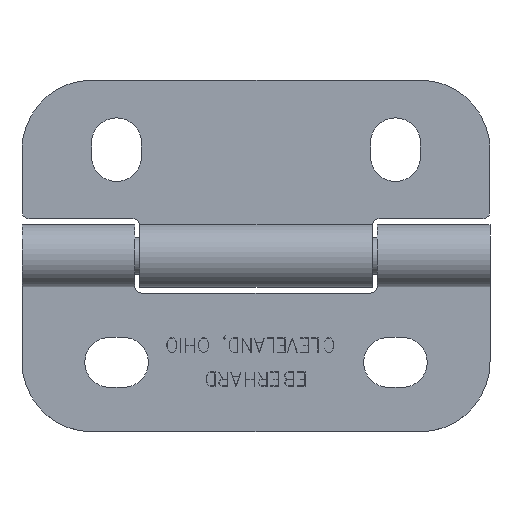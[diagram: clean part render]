
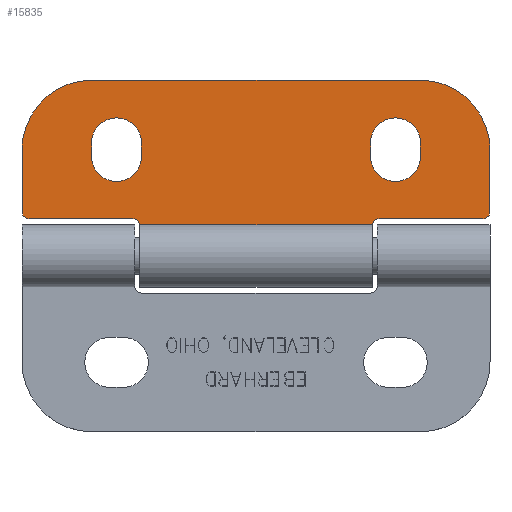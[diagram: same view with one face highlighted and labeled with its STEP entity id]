
A CAD part, top view. The second image highlights one B-rep face of the part: STEP entity #15835.
In plain terms, the highlighted planar face has unit normal (0, 0, 1).
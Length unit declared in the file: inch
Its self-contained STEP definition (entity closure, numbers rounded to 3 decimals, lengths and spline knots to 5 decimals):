
#15108=CARTESIAN_POINT('',(-0.9805,0.2555,-0.1601));
#15109=VERTEX_POINT('',#15108);
#15110=CARTESIAN_POINT('',(-1.0405,0.3155,-0.1601));
#15111=VERTEX_POINT('',#15110);
#15112=CARTESIAN_POINT('',(-1.0405,0.2555,-0.1601));
#15113=DIRECTION('',(0.,0.,1.0));
#15114=DIRECTION('',(0.707,0.707,0.));
#15115=AXIS2_PLACEMENT_3D('',#15112,#15113,#15114);
#15116=CIRCLE('',#15115,0.06);
#15117=EDGE_CURVE('',#15109,#15111,#15116,.T.);
#15151=CARTESIAN_POINT('',(-1.9165,0.3155,-0.1601));
#15152=VERTEX_POINT('',#15151);
#15153=CARTESIAN_POINT('',(-1.9165,0.3155,-0.1601));
#15154=DIRECTION('',(1.0,0.0,0.0));
#15155=VECTOR('',#15154,0.876);
#15156=LINE('',#15153,#15155);
#15157=EDGE_CURVE('',#15152,#15111,#15156,.T.);
#15215=CARTESIAN_POINT('',(0.9805,0.,-0.1601));
#15216=VERTEX_POINT('',#15215);
#15224=CARTESIAN_POINT('',(-0.9805,0.,-0.1601));
#15225=VERTEX_POINT('',#15224);
#15226=CARTESIAN_POINT('',(0.9805,0.,-0.1601));
#15227=DIRECTION('',(-1.0,0.0,0.0));
#15228=VECTOR('',#15227,1.961);
#15229=LINE('',#15226,#15228);
#15230=EDGE_CURVE('',#15216,#15225,#15229,.T.);
#15257=CARTESIAN_POINT('',(0.9805,0.2555,-0.1601));
#15258=VERTEX_POINT('',#15257);
#15265=CARTESIAN_POINT('',(0.9805,0.,-0.1601));
#15266=DIRECTION('',(0.0,1.0,0.0));
#15267=VECTOR('',#15266,0.2555);
#15268=LINE('',#15265,#15267);
#15269=EDGE_CURVE('',#15216,#15258,#15268,.T.);
#15280=CARTESIAN_POINT('',(1.0405,0.3155,-0.1601));
#15281=VERTEX_POINT('',#15280);
#15282=CARTESIAN_POINT('',(1.0405,0.2555,-0.1601));
#15283=DIRECTION('',(0.,0.,1.0));
#15284=DIRECTION('',(-0.707,0.707,0.));
#15285=AXIS2_PLACEMENT_3D('',#15282,#15283,#15284);
#15286=CIRCLE('',#15285,0.06);
#15287=EDGE_CURVE('',#15281,#15258,#15286,.T.);
#15471=CARTESIAN_POINT('',(1.3885,0.84,-0.1601));
#15472=VERTEX_POINT('',#15471);
#15479=CARTESIAN_POINT('',(1.3885,0.956,-0.1601));
#15480=VERTEX_POINT('',#15479);
#15481=CARTESIAN_POINT('',(1.3885,0.956,-0.1601));
#15482=DIRECTION('',(0.0,-1.0,0.0));
#15483=VECTOR('',#15482,0.116);
#15484=LINE('',#15481,#15483);
#15485=EDGE_CURVE('',#15480,#15472,#15484,.T.);
#15503=CARTESIAN_POINT('',(0.9675,0.956,-0.1601));
#15504=VERTEX_POINT('',#15503);
#15505=CARTESIAN_POINT('',(1.178,0.956,-0.1601));
#15506=DIRECTION('',(0.0,0.0,-1.0));
#15507=DIRECTION('',(-1.0,0.0,0.0));
#15508=AXIS2_PLACEMENT_3D('',#15505,#15506,#15507);
#15509=CIRCLE('',#15508,0.2105);
#15510=EDGE_CURVE('',#15504,#15480,#15509,.T.);
#15528=CARTESIAN_POINT('',(0.9675,0.84,-0.1601));
#15529=VERTEX_POINT('',#15528);
#15530=CARTESIAN_POINT('',(0.9675,0.84,-0.1601));
#15531=DIRECTION('',(0.0,1.0,0.0));
#15532=VECTOR('',#15531,0.116);
#15533=LINE('',#15530,#15532);
#15534=EDGE_CURVE('',#15529,#15504,#15533,.T.);
#15552=CARTESIAN_POINT('',(1.178,0.84,-0.1601));
#15553=DIRECTION('',(0.0,0.0,-1.0));
#15554=DIRECTION('',(1.0,0.0,0.0));
#15555=AXIS2_PLACEMENT_3D('',#15552,#15553,#15554);
#15556=CIRCLE('',#15555,0.2105);
#15557=EDGE_CURVE('',#15472,#15529,#15556,.T.);
#15569=CARTESIAN_POINT('',(-0.9675,0.956,-0.1601));
#15570=VERTEX_POINT('',#15569);
#15577=CARTESIAN_POINT('',(-1.3885,0.956,-0.1601));
#15578=VERTEX_POINT('',#15577);
#15579=CARTESIAN_POINT('',(-1.178,0.956,-0.1601));
#15580=DIRECTION('',(0.0,0.0,-1.0));
#15581=DIRECTION('',(1.0,0.0,0.0));
#15582=AXIS2_PLACEMENT_3D('',#15579,#15580,#15581);
#15583=CIRCLE('',#15582,0.2105);
#15584=EDGE_CURVE('',#15578,#15570,#15583,.T.);
#15602=CARTESIAN_POINT('',(-1.3885,0.84,-0.1601));
#15603=VERTEX_POINT('',#15602);
#15604=CARTESIAN_POINT('',(-1.3885,0.84,-0.1601));
#15605=DIRECTION('',(0.0,1.0,0.0));
#15606=VECTOR('',#15605,0.116);
#15607=LINE('',#15604,#15606);
#15608=EDGE_CURVE('',#15603,#15578,#15607,.T.);
#15626=CARTESIAN_POINT('',(-0.9675,0.84,-0.1601));
#15627=VERTEX_POINT('',#15626);
#15628=CARTESIAN_POINT('',(-1.178,0.84,-0.1601));
#15629=DIRECTION('',(0.0,0.0,-1.0));
#15630=DIRECTION('',(-1.0,0.0,0.0));
#15631=AXIS2_PLACEMENT_3D('',#15628,#15629,#15630);
#15632=CIRCLE('',#15631,0.2105);
#15633=EDGE_CURVE('',#15627,#15603,#15632,.T.);
#15651=CARTESIAN_POINT('',(-0.9675,0.956,-0.1601));
#15652=DIRECTION('',(0.0,-1.0,0.0));
#15653=VECTOR('',#15652,0.116);
#15654=LINE('',#15651,#15653);
#15655=EDGE_CURVE('',#15570,#15627,#15654,.T.);
#15666=CARTESIAN_POINT('',(-1.9765,0.8945,-0.1601));
#15667=VERTEX_POINT('',#15666);
#15668=CARTESIAN_POINT('',(-1.3865,1.4845,-0.1601));
#15669=VERTEX_POINT('',#15668);
#15670=CARTESIAN_POINT('',(-1.3865,0.8945,-0.1601));
#15671=DIRECTION('',(0.,0.,-1.0));
#15672=DIRECTION('',(-0.707,0.707,0.));
#15673=AXIS2_PLACEMENT_3D('',#15670,#15671,#15672);
#15674=CIRCLE('',#15673,0.59);
#15675=EDGE_CURVE('',#15667,#15669,#15674,.T.);
#15700=CARTESIAN_POINT('',(-1.9765,0.3755,-0.1601));
#15701=VERTEX_POINT('',#15700);
#15708=CARTESIAN_POINT('',(-1.9765,0.8945,-0.1601));
#15709=DIRECTION('',(0.0,-1.0,0.0));
#15710=VECTOR('',#15709,0.519);
#15711=LINE('',#15708,#15710);
#15712=EDGE_CURVE('',#15667,#15701,#15711,.T.);
#15723=CARTESIAN_POINT('',(1.3865,1.4845,-0.1601));
#15724=VERTEX_POINT('',#15723);
#15731=CARTESIAN_POINT('',(1.9765,0.8945,-0.1601));
#15732=VERTEX_POINT('',#15731);
#15733=CARTESIAN_POINT('',(1.3865,0.8945,-0.1601));
#15734=DIRECTION('',(0.,0.,-1.0));
#15735=DIRECTION('',(0.707,0.707,0.));
#15736=AXIS2_PLACEMENT_3D('',#15733,#15734,#15735);
#15737=CIRCLE('',#15736,0.59);
#15738=EDGE_CURVE('',#15724,#15732,#15737,.T.);
#15755=CARTESIAN_POINT('',(1.9765,0.3755,-0.1601));
#15756=VERTEX_POINT('',#15755);
#15757=CARTESIAN_POINT('',(1.9765,0.3755,-0.1601));
#15758=DIRECTION('',(0.0,1.0,0.0));
#15759=VECTOR('',#15758,0.519);
#15760=LINE('',#15757,#15759);
#15761=EDGE_CURVE('',#15756,#15732,#15760,.T.);
#15773=CARTESIAN_POINT('',(0.,1.4845,-0.1601));
#15774=DIRECTION('',(0.0,0.0,1.0));
#15775=DIRECTION('',(-1.0,0.0,0.0));
#15776=AXIS2_PLACEMENT_3D('',#15773,#15774,#15775);
#15777=PLANE('',#15776);
#15778=CARTESIAN_POINT('',(-0.9805,0.2555,-0.1601));
#15779=DIRECTION('',(0.0,-1.0,0.0));
#15780=VECTOR('',#15779,0.2555);
#15781=LINE('',#15778,#15780);
#15782=EDGE_CURVE('',#15109,#15225,#15781,.T.);
#15783=ORIENTED_EDGE('',*,*,#15782,.T.);
#15784=ORIENTED_EDGE('',*,*,#15230,.F.);
#15785=ORIENTED_EDGE('',*,*,#15269,.T.);
#15786=ORIENTED_EDGE('',*,*,#15287,.F.);
#15787=CARTESIAN_POINT('',(1.9165,0.3155,-0.1601));
#15788=VERTEX_POINT('',#15787);
#15789=CARTESIAN_POINT('',(1.0405,0.3155,-0.1601));
#15790=DIRECTION('',(1.0,0.0,0.0));
#15791=VECTOR('',#15790,0.876);
#15792=LINE('',#15789,#15791);
#15793=EDGE_CURVE('',#15281,#15788,#15792,.T.);
#15794=ORIENTED_EDGE('',*,*,#15793,.T.);
#15795=CARTESIAN_POINT('',(1.9165,0.3755,-0.1601));
#15796=DIRECTION('',(0.,0.,-1.0));
#15797=DIRECTION('',(0.707,-0.707,0.));
#15798=AXIS2_PLACEMENT_3D('',#15795,#15796,#15797);
#15799=CIRCLE('',#15798,0.06);
#15800=EDGE_CURVE('',#15756,#15788,#15799,.T.);
#15801=ORIENTED_EDGE('',*,*,#15800,.F.);
#15802=ORIENTED_EDGE('',*,*,#15761,.T.);
#15803=ORIENTED_EDGE('',*,*,#15738,.F.);
#15804=CARTESIAN_POINT('',(-1.3865,1.4845,-0.1601));
#15805=DIRECTION('',(1.0,0.0,0.0));
#15806=VECTOR('',#15805,2.773);
#15807=LINE('',#15804,#15806);
#15808=EDGE_CURVE('',#15669,#15724,#15807,.T.);
#15809=ORIENTED_EDGE('',*,*,#15808,.F.);
#15810=ORIENTED_EDGE('',*,*,#15675,.F.);
#15811=ORIENTED_EDGE('',*,*,#15712,.T.);
#15812=CARTESIAN_POINT('',(-1.9165,0.3755,-0.1601));
#15813=DIRECTION('',(0.,0.,-1.0));
#15814=DIRECTION('',(-0.707,-0.707,0.));
#15815=AXIS2_PLACEMENT_3D('',#15812,#15813,#15814);
#15816=CIRCLE('',#15815,0.06);
#15817=EDGE_CURVE('',#15152,#15701,#15816,.T.);
#15818=ORIENTED_EDGE('',*,*,#15817,.F.);
#15819=ORIENTED_EDGE('',*,*,#15157,.T.);
#15820=ORIENTED_EDGE('',*,*,#15117,.F.);
#15821=EDGE_LOOP('',(#15783,#15784,#15785,#15786,#15794,#15801,#15802,#15803,#15809,#15810,#15811,#15818,#15819,#15820));
#15822=FACE_OUTER_BOUND('',#15821,.T.);
#15823=ORIENTED_EDGE('',*,*,#15534,.T.);
#15824=ORIENTED_EDGE('',*,*,#15510,.T.);
#15825=ORIENTED_EDGE('',*,*,#15485,.T.);
#15826=ORIENTED_EDGE('',*,*,#15557,.T.);
#15827=EDGE_LOOP('',(#15823,#15824,#15825,#15826));
#15828=FACE_BOUND('',#15827,.T.);
#15829=ORIENTED_EDGE('',*,*,#15633,.T.);
#15830=ORIENTED_EDGE('',*,*,#15608,.T.);
#15831=ORIENTED_EDGE('',*,*,#15584,.T.);
#15832=ORIENTED_EDGE('',*,*,#15655,.T.);
#15833=EDGE_LOOP('',(#15829,#15830,#15831,#15832));
#15834=FACE_BOUND('',#15833,.T.);
#15835=ADVANCED_FACE('',(#15822,#15828,#15834),#15777,.T.);
